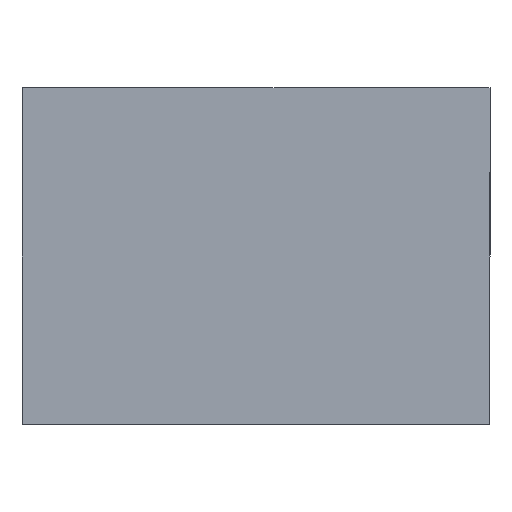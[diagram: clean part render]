
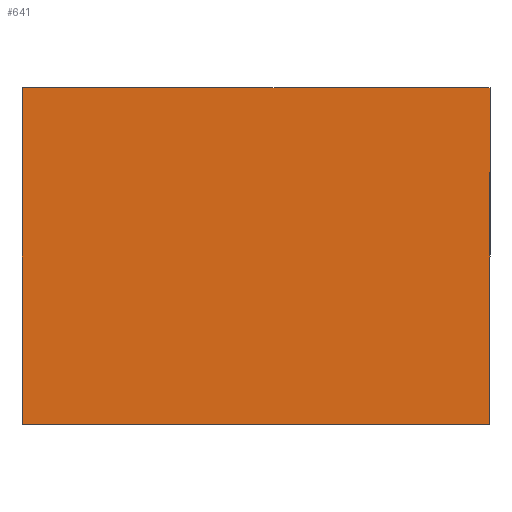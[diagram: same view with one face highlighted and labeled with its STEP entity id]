
A CAD part, front view. The second image highlights one B-rep face of the part: STEP entity #641.
In plain terms, the highlighted planar face has unit normal (0, -1, 0).
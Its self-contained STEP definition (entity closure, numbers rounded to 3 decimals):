
#1 = EDGE_CURVE ( 'NONE', #198, #156, #301, .T. ) ;
#15 = CARTESIAN_POINT ( 'NONE',  ( -17.375, 0., -12.5 ) ) ;
#45 = VECTOR ( 'NONE', #176, 1000. ) ;
#126 = CARTESIAN_POINT ( 'NONE',  ( -17.375, 0., -12.5 ) ) ;
#128 = CARTESIAN_POINT ( 'NONE',  ( -17.375, 0., 12.5 ) ) ;
#136 = EDGE_CURVE ( 'NONE', #361, #198, #294, .T. ) ;
#156 = VERTEX_POINT ( 'NONE', #303 ) ;
#167 = CARTESIAN_POINT ( 'NONE',  ( 17.375, 0., -12.5 ) ) ;
#170 = LINE ( 'NONE', #128, #501 ) ;
#176 = DIRECTION ( 'NONE',  ( -1., 0., 0. ) ) ;
#198 = VERTEX_POINT ( 'NONE', #167 ) ;
#203 = ORIENTED_EDGE ( 'NONE', *, *, #380, .F. ) ;
#208 = VECTOR ( 'NONE', #362, 1000. ) ;
#267 = CARTESIAN_POINT ( 'NONE',  ( -17.375, 0., 12.5 ) ) ;
#270 = PLANE ( 'NONE',  #272 ) ;
#272 = AXIS2_PLACEMENT_3D ( 'NONE', #461, #566, #421 ) ;
#294 = LINE ( 'NONE', #374, #485 ) ;
#301 = LINE ( 'NONE', #126, #45 ) ;
#303 = CARTESIAN_POINT ( 'NONE',  ( -17.375, 0., -12.5 ) ) ;
#308 = EDGE_CURVE ( 'NONE', #623, #361, #170, .T. ) ;
#310 = ORIENTED_EDGE ( 'NONE', *, *, #1, .F. ) ;
#361 = VERTEX_POINT ( 'NONE', #604 ) ;
#362 = DIRECTION ( 'NONE',  ( 0., 0., 1. ) ) ;
#374 = CARTESIAN_POINT ( 'NONE',  ( 17.375, 0., -12.5 ) ) ;
#380 = EDGE_CURVE ( 'NONE', #156, #623, #390, .T. ) ;
#390 = LINE ( 'NONE', #15, #208 ) ;
#421 = DIRECTION ( 'NONE',  ( 0., 0., 1. ) ) ;
#443 = FACE_OUTER_BOUND ( 'NONE', #451, .T. ) ;
#451 = EDGE_LOOP ( 'NONE', ( #580, #457, #203, #310 ) ) ;
#457 = ORIENTED_EDGE ( 'NONE', *, *, #308, .F. ) ;
#461 = CARTESIAN_POINT ( 'NONE',  ( 0., 0., 0. ) ) ;
#485 = VECTOR ( 'NONE', #624, 1000. ) ;
#501 = VECTOR ( 'NONE', #506, 1000. ) ;
#506 = DIRECTION ( 'NONE',  ( 1., 0., 0. ) ) ;
#566 = DIRECTION ( 'NONE',  ( 0., 1., 0. ) ) ;
#580 = ORIENTED_EDGE ( 'NONE', *, *, #136, .F. ) ;
#604 = CARTESIAN_POINT ( 'NONE',  ( 17.375, 0., 12.5 ) ) ;
#623 = VERTEX_POINT ( 'NONE', #267 ) ;
#624 = DIRECTION ( 'NONE',  ( 0., 0., -1. ) ) ;
#641 = ADVANCED_FACE ( 'NONE', ( #443 ), #270, .F. ) ;
